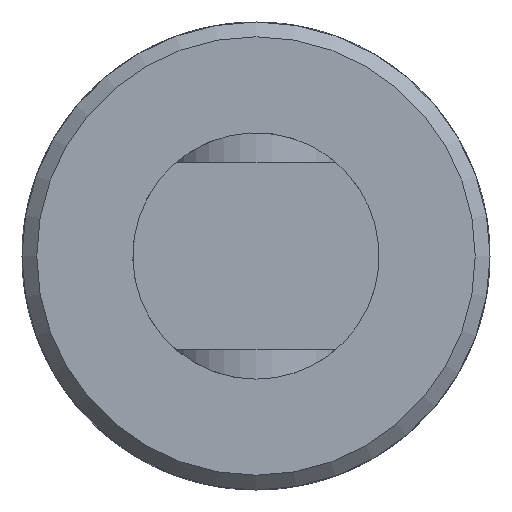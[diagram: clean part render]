
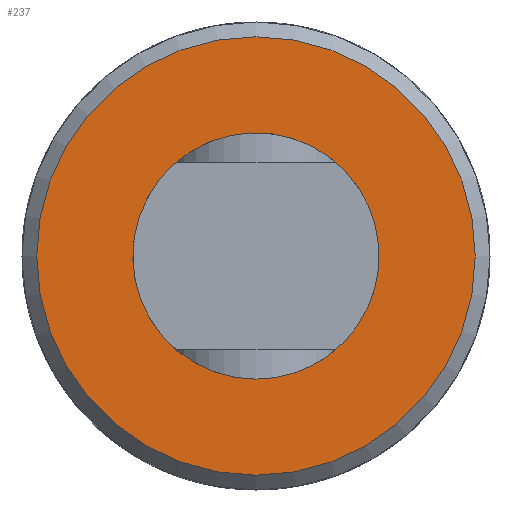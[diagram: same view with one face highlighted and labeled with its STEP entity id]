
A CAD part, left-side view. The second image highlights one B-rep face of the part: STEP entity #237.
In plain terms, the highlighted planar face has unit normal (-1, 0, 0).
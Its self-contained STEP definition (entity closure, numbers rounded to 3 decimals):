
#237 = ADVANCED_FACE( '', ( #486, #487 ), #488, .F. );
#486 = FACE_OUTER_BOUND( '', #786, .T. );
#487 = FACE_BOUND( '', #787, .T. );
#488 = PLANE( '', #788 );
#786 = EDGE_LOOP( '', ( #1164 ) );
#787 = EDGE_LOOP( '', ( #1165 ) );
#788 = AXIS2_PLACEMENT_3D( '', #1166, #1167, #1168 );
#1164 = ORIENTED_EDGE( '', *, *, #1731, .F. );
#1165 = ORIENTED_EDGE( '', *, *, #1695, .T. );
#1166 = CARTESIAN_POINT( '', ( 0., 0., 0. ) );
#1167 = DIRECTION( '', ( 1., 0., 0. ) );
#1168 = DIRECTION( '', ( 0., 0., -1. ) );
#1695 = EDGE_CURVE( '', #1974, #1974, #1975, .T. );
#1731 = EDGE_CURVE( '', #2031, #2031, #2032, .T. );
#1974 = VERTEX_POINT( '', #2386 );
#1975 = CIRCLE( '', #2387, 25. );
#2031 = VERTEX_POINT( '', #2676 );
#2032 = CIRCLE( '', #2677, 44.5 );
#2386 = CARTESIAN_POINT( '', ( 0., 0., -25. ) );
#2387 = AXIS2_PLACEMENT_3D( '', #4061, #4062, #4063 );
#2676 = CARTESIAN_POINT( '', ( 0., 0., -44.5 ) );
#2677 = AXIS2_PLACEMENT_3D( '', #4109, #4110, #4111 );
#4061 = CARTESIAN_POINT( '', ( 0., 0., 0. ) );
#4062 = DIRECTION( '', ( 1., 0., 0. ) );
#4063 = DIRECTION( '', ( 0., 0., -1. ) );
#4109 = CARTESIAN_POINT( '', ( 0., 0., 0. ) );
#4110 = DIRECTION( '', ( 1., 0., 0. ) );
#4111 = DIRECTION( '', ( 0., 0., -1. ) );
